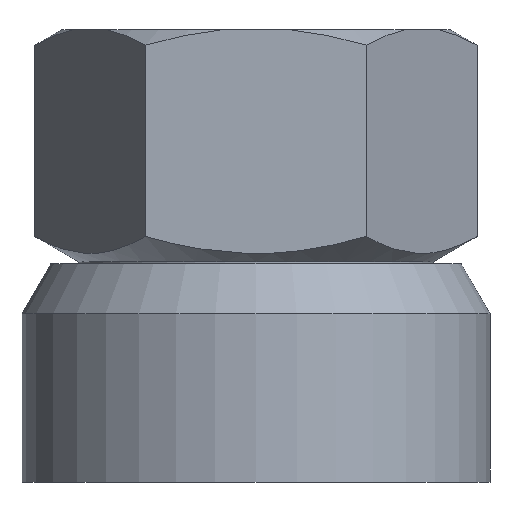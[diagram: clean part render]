
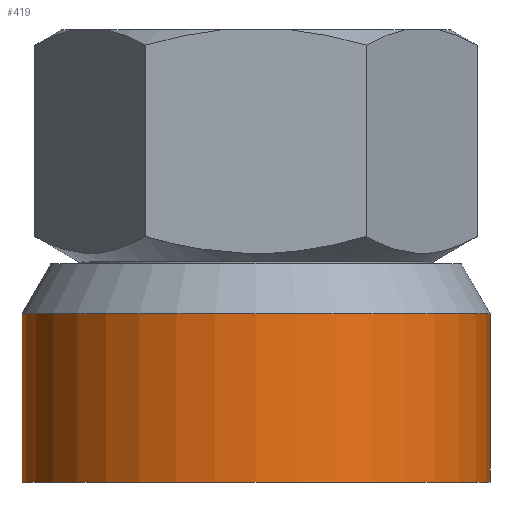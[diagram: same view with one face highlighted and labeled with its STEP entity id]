
A CAD part, front view. The second image highlights one B-rep face of the part: STEP entity #419.
In plain terms, the highlighted cylindrical face has radius 22 mm (diameter 44 mm), a partial arc.
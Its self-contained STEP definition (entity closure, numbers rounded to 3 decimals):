
#283=EDGE_CURVE('',#313,#289,#740,.T.);
#289=VERTEX_POINT('',#747);
#313=VERTEX_POINT('',#772);
#337=EDGE_CURVE('',#289,#619,#799,.T.);
#357=VERTEX_POINT('',#820);
#373=EDGE_CURVE('',#357,#313,#837,.T.);
#419=ADVANCED_FACE('',(#887),#888,.T.);
#619=VERTEX_POINT('',#1109);
#669=EDGE_CURVE('',#357,#619,#1172,.T.);
#740=CIRCLE('',#1251,22.0);
#747=CARTESIAN_POINT('',(22.0,0.,15.823));
#772=CARTESIAN_POINT('',(-22.0,0.,15.823));
#799=LINE('',#1339,#1340);
#820=CARTESIAN_POINT('',(-22.0,0.,0.));
#837=LINE('',#1406,#1407);
#887=FACE_OUTER_BOUND('',#1470,.T.);
#888=CYLINDRICAL_SURFACE('',#1471,22.0);
#1109=CARTESIAN_POINT('',(22.0,0.,0.));
#1172=CIRCLE('',#1972,22.0);
#1251=AXIS2_PLACEMENT_3D('',#2036,#2037,#2038);
#1339=CARTESIAN_POINT('',(22.0,0.,7.912));
#1340=VECTOR('',#2107,1.0);
#1406=CARTESIAN_POINT('',(-22.0,0.,7.912));
#1407=VECTOR('',#2137,1.0);
#1470=EDGE_LOOP('',(#2189,#2190,#2191,#2192));
#1471=AXIS2_PLACEMENT_3D('',#2193,#2194,#2195);
#1972=AXIS2_PLACEMENT_3D('',#2557,#2558,#2559);
#2036=CARTESIAN_POINT('',(0.,0.,15.823));
#2037=DIRECTION('',(0.,0.,1.0));
#2038=DIRECTION('',(-1.0,0.,0.));
#2107=DIRECTION('',(0.,0.,-1.0));
#2137=DIRECTION('',(0.,0.,1.0));
#2189=ORIENTED_EDGE('',*,*,#373,.F.);
#2190=ORIENTED_EDGE('',*,*,#669,.T.);
#2191=ORIENTED_EDGE('',*,*,#337,.F.);
#2192=ORIENTED_EDGE('',*,*,#283,.F.);
#2193=CARTESIAN_POINT('',(0.,0.,7.912));
#2194=DIRECTION('',(0.,0.,-1.0));
#2195=DIRECTION('',(-1.0,0.,0.));
#2557=CARTESIAN_POINT('',(0.,0.,0.));
#2558=DIRECTION('',(0.,0.,1.0));
#2559=DIRECTION('',(-1.0,0.,0.));
